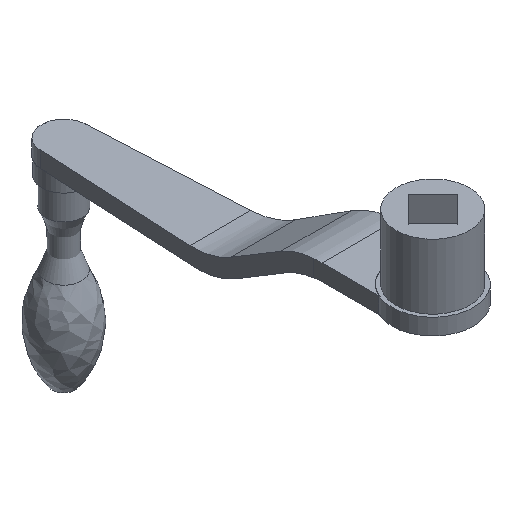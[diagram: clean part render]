
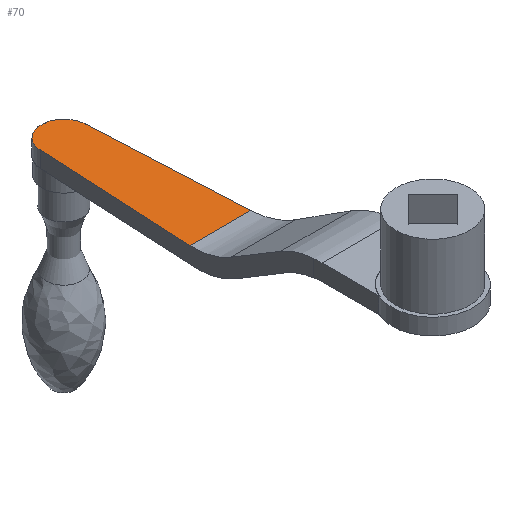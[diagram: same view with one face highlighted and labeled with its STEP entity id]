
A CAD part, isometric view. The second image highlights one B-rep face of the part: STEP entity #70.
In plain terms, the highlighted planar face has unit normal (0, 0, 1).
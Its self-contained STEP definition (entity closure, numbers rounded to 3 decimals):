
#70 = ADVANCED_FACE( '', ( #159 ), #160, .F. );
#159 = FACE_OUTER_BOUND( '', #275, .T. );
#160 = PLANE( '', #276 );
#275 = EDGE_LOOP( '', ( #461, #462, #463, #464, #465, #466 ) );
#276 = AXIS2_PLACEMENT_3D( '', #467, #468, #469 );
#461 = ORIENTED_EDGE( '', *, *, #700, .T. );
#462 = ORIENTED_EDGE( '', *, *, #701, .T. );
#463 = ORIENTED_EDGE( '', *, *, #698, .F. );
#464 = ORIENTED_EDGE( '', *, *, #676, .T. );
#465 = ORIENTED_EDGE( '', *, *, #702, .T. );
#466 = ORIENTED_EDGE( '', *, *, #703, .T. );
#467 = CARTESIAN_POINT( '', ( 20., 212.02, -66.4 ) );
#468 = DIRECTION( '', ( 0., 0., -1. ) );
#469 = DIRECTION( '', ( -1., 0., 0. ) );
#676 = EDGE_CURVE( '', #791, #788, #792, .T. );
#698 = EDGE_CURVE( '', #791, #823, #826, .T. );
#700 = EDGE_CURVE( '', #828, #829, #830, .F. );
#701 = EDGE_CURVE( '', #829, #823, #831, .T. );
#702 = EDGE_CURVE( '', #788, #832, #833, .F. );
#703 = EDGE_CURVE( '', #832, #828, #834, .T. );
#788 = VERTEX_POINT( '', #945 );
#791 = VERTEX_POINT( '', #949 );
#792 = LINE( '', #950, #951 );
#823 = VERTEX_POINT( '', #989 );
#826 = LINE( '', #993, #994 );
#828 = VERTEX_POINT( '', #996 );
#829 = VERTEX_POINT( '', #997 );
#830 = CIRCLE( '', #998, 12.2 );
#831 = LINE( '', #999, #1000 );
#832 = VERTEX_POINT( '', #1001 );
#833 = CIRCLE( '', #1002, 12.2 );
#834 = LINE( '', #1003, #1004 );
#945 = CARTESIAN_POINT( '', ( 12.185, 200.61, -66.4 ) );
#949 = CARTESIAN_POINT( '', ( 16.464, 115.122, -66.4 ) );
#950 = CARTESIAN_POINT( '', ( 11.634, 211.601, -66.4 ) );
#951 = VECTOR( '', #1132, 1000. );
#989 = CARTESIAN_POINT( '', ( -16.464, 115.122, -66.4 ) );
#993 = CARTESIAN_POINT( '', ( 20., 115.122, -66.4 ) );
#994 = VECTOR( '', #1168, 1000. );
#996 = CARTESIAN_POINT( '', ( -2.088, 212.02, -66.4 ) );
#997 = CARTESIAN_POINT( '', ( -12.185, 200.61, -66.4 ) );
#998 = AXIS2_PLACEMENT_3D( '', #1169, #1170, #1171 );
#999 = CARTESIAN_POINT( '', ( -11.534, 213.599, -66.4 ) );
#1000 = VECTOR( '', #1172, 1000. );
#1001 = CARTESIAN_POINT( '', ( 2.088, 212.02, -66.4 ) );
#1002 = AXIS2_PLACEMENT_3D( '', #1173, #1174, #1175 );
#1003 = CARTESIAN_POINT( '', ( 20., 212.02, -66.4 ) );
#1004 = VECTOR( '', #1176, 1000. );
#1132 = DIRECTION( '', ( -0.05, 0.999, 0. ) );
#1168 = DIRECTION( '', ( -1., 0., 0. ) );
#1169 = CARTESIAN_POINT( '', ( 0., 200., -66.4 ) );
#1170 = DIRECTION( '', ( 0., 0., -1. ) );
#1171 = DIRECTION( '', ( -1., 0., 0. ) );
#1172 = DIRECTION( '', ( -0.05, -0.999, 0. ) );
#1173 = CARTESIAN_POINT( '', ( 0., 200., -66.4 ) );
#1174 = DIRECTION( '', ( 0., 0., -1. ) );
#1175 = DIRECTION( '', ( -1., 0., 0. ) );
#1176 = DIRECTION( '', ( -1., 0., 0. ) );
